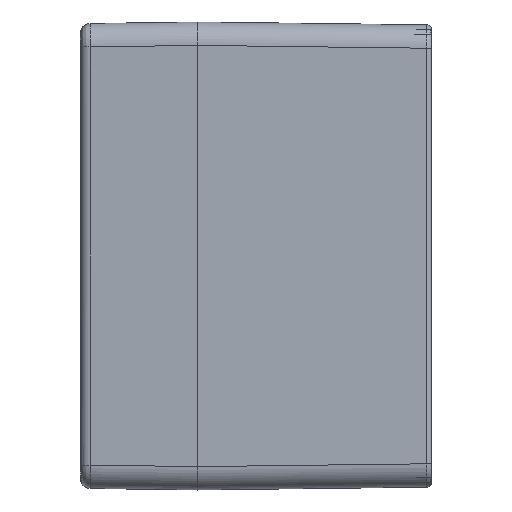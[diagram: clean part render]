
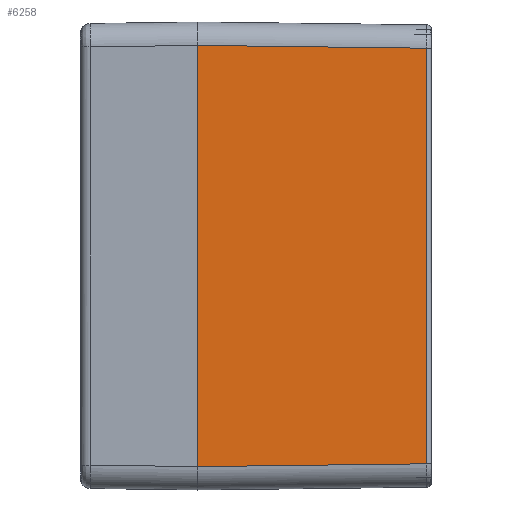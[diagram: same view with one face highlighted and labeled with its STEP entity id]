
A CAD part, left-side view. The second image highlights one B-rep face of the part: STEP entity #6258.
In plain terms, the highlighted planar face has unit normal (-1, -0.012, 0).
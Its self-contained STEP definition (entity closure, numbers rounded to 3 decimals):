
#61 = ORIENTED_EDGE ( 'NONE', *, *, #13322, .F. ) ;
#83 = FACE_OUTER_BOUND ( 'NONE', #17563, .T. ) ;
#309 = VERTEX_POINT ( 'NONE', #13126 ) ;
#1364 = VERTEX_POINT ( 'NONE', #15858 ) ;
#1448 = B_SPLINE_CURVE_WITH_KNOTS ( 'NONE', 3,
 ( #12890, #9563, #5080, #19127 ),
 .UNSPECIFIED., .F., .F.,
 ( 4, 4 ),
 ( 0., 1. ),
 .UNSPECIFIED. ) ;
#3160 = VERTEX_POINT ( 'NONE', #19803 ) ;
#3193 = CARTESIAN_POINT ( 'NONE',  ( -100., 60., -64.079 ) ) ;
#3564 = EDGE_CURVE ( 'NONE', #309, #1364, #7298, .T. ) ;
#4526 = EDGE_CURVE ( 'NONE', #1364, #20153, #8660, .T. ) ;
#4730 = DIRECTION ( 'NONE',  ( -0.012, 1., 0. ) ) ;
#4876 = CARTESIAN_POINT ( 'NONE',  ( -99.281, 1.185, -17.76 ) ) ;
#5080 = CARTESIAN_POINT ( 'NONE',  ( -99.521, 20.79, 53.521 ) ) ;
#6258 = ADVANCED_FACE ( 'NONE', ( #83 ), #7852, .T. ) ;
#7298 = LINE ( 'NONE', #8562, #18267 ) ;
#7410 = DIRECTION ( 'NONE',  ( 0., 0., -1. ) ) ;
#7852 = PLANE ( 'NONE',  #8110 ) ;
#8110 = AXIS2_PLACEMENT_3D ( 'NONE', #3193, #18979, #4730 ) ;
#8562 = CARTESIAN_POINT ( 'NONE',  ( -100., 60., 54. ) ) ;
#8660 = B_SPLINE_CURVE_WITH_KNOTS ( 'NONE', 3,
 ( #10763, #10966, #17302, #9409 ),
 .UNSPECIFIED., .F., .F.,
 ( 4, 4 ),
 ( 0., 1. ),
 .UNSPECIFIED. ) ;
#9409 = CARTESIAN_POINT ( 'NONE',  ( -99.281, 1.185, -53.282 ) ) ;
#9563 = CARTESIAN_POINT ( 'NONE',  ( -99.76, 40.395, 53.761 ) ) ;
#10763 = CARTESIAN_POINT ( 'NONE',  ( -100., 60., -54. ) ) ;
#10966 = CARTESIAN_POINT ( 'NONE',  ( -99.76, 40.395, -53.761 ) ) ;
#12577 = CARTESIAN_POINT ( 'NONE',  ( -99.281, 1.185, 53.282 ) ) ;
#12890 = CARTESIAN_POINT ( 'NONE',  ( -100., 60., 54. ) ) ;
#13126 = CARTESIAN_POINT ( 'NONE',  ( -100., 60., 54. ) ) ;
#13322 = EDGE_CURVE ( 'NONE', #309, #3160, #1448, .T. ) ;
#13332 = EDGE_CURVE ( 'NONE', #3160, #20153, #19032, .T. ) ;
#13629 = ORIENTED_EDGE ( 'NONE', *, *, #3564, .T. ) ;
#14272 = CARTESIAN_POINT ( 'NONE',  ( -99.281, 1.185, -53.282 ) ) ;
#15116 = ORIENTED_EDGE ( 'NONE', *, *, #4526, .T. ) ;
#15350 = ORIENTED_EDGE ( 'NONE', *, *, #13332, .F. ) ;
#15858 = CARTESIAN_POINT ( 'NONE',  ( -100., 60., -54. ) ) ;
#17302 = CARTESIAN_POINT ( 'NONE',  ( -99.521, 20.79, -53.521 ) ) ;
#17343 = CARTESIAN_POINT ( 'NONE',  ( -99.281, 1.185, 17.761 ) ) ;
#17563 = EDGE_LOOP ( 'NONE', ( #61, #13629, #15116, #15350 ) ) ;
#17652 = CARTESIAN_POINT ( 'NONE',  ( -99.281, 1.185, -53.282 ) ) ;
#18267 = VECTOR ( 'NONE', #7410, 1000. ) ;
#18979 = DIRECTION ( 'NONE',  ( -1., -0.012, 0. ) ) ;
#19032 = B_SPLINE_CURVE_WITH_KNOTS ( 'NONE', 3,
 ( #12577, #17343, #4876, #17652 ),
 .UNSPECIFIED., .F., .F.,
 ( 4, 4 ),
 ( 0., 1. ),
 .UNSPECIFIED. ) ;
#19127 = CARTESIAN_POINT ( 'NONE',  ( -99.281, 1.185, 53.282 ) ) ;
#19803 = CARTESIAN_POINT ( 'NONE',  ( -99.281, 1.185, 53.282 ) ) ;
#20153 = VERTEX_POINT ( 'NONE', #14272 ) ;
